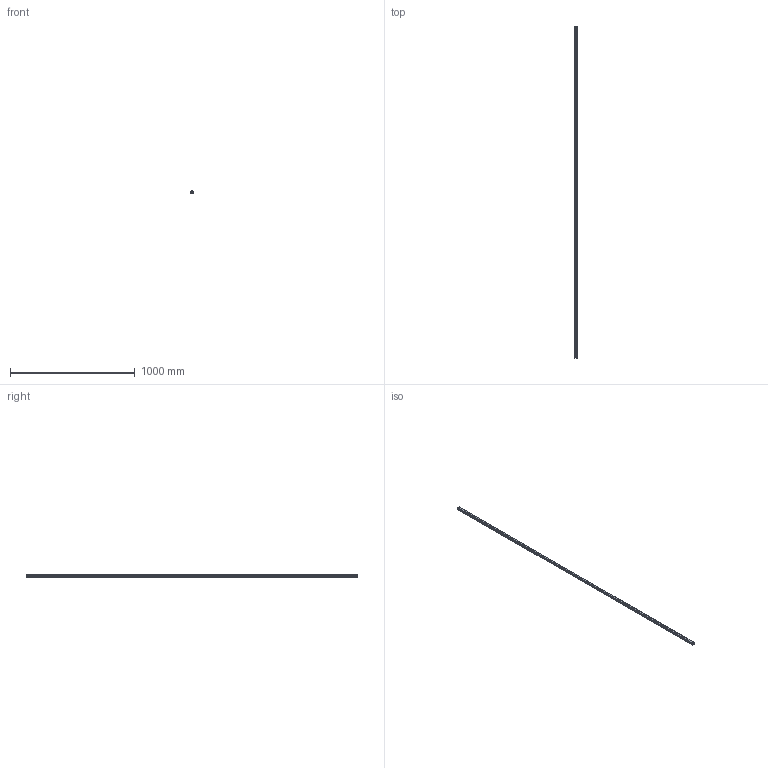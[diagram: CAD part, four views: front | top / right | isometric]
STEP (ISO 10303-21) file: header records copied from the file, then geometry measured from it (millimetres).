
FILE_DESCRIPTION(('STEP AP214'),'1');
FILE_NAME('cctmp_599C5BFF-B9E5-4728-A7DD-36466A07BE76_2020_5_18_11_22_36_363..stp','2020-05-18T09:22:36',('HIWIN GmbH'),('CADClick - www.CADClick.com'),'Spatial InterOp 3D',' ','unknown authorization');
FILE_SCHEMA(('AUTOMOTIVE_DESIGN'));
Length unit declared in the file: millimetre
Products named in the file (1): HGR20R2660H_FILE
Bounding box: 20 x 2660 x 17.5 mm (x, y, z)
Volume: 759937.4 mm3; surface area: 225947.8 mm2
Topology: 1 solids, 1 shells, 512 faces, 1113 edges, 742 vertices
Faces by surface type: cylinder 292, plane 220
Entity records: 18361 total; most frequent: DIRECTION 2723, CARTESIAN_POINT 2368, ORIENTED_EDGE 2226, EDGE_CURVE 1113, AXIS2_PLACEMENT_3D 1097, VERTEX_POINT 742, EDGE_LOOP 651, CIRCLE 584
